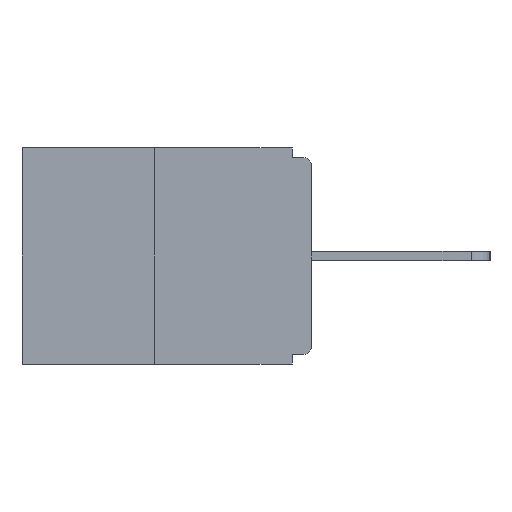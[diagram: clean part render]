
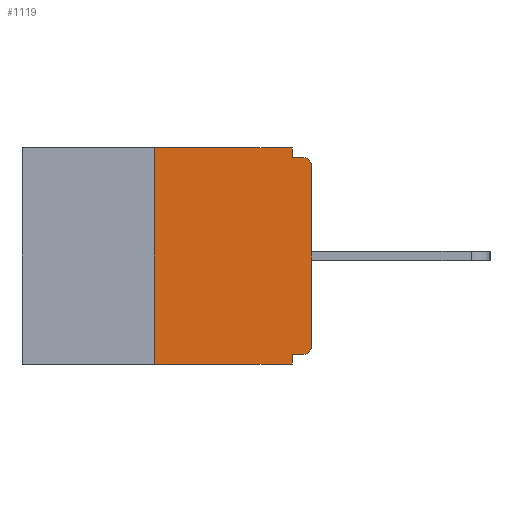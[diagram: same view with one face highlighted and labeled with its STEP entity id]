
A CAD part, left-side view. The second image highlights one B-rep face of the part: STEP entity #1119.
In plain terms, the highlighted planar face has unit normal (-1, 0, 0).
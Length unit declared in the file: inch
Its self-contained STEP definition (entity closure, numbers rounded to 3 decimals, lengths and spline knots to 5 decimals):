
#22 = DIRECTION ( 'NONE',  ( 0., 0., -1. ) ) ;
#31 = EDGE_CURVE ( 'NONE', #3478, #4029, #1778, .T. ) ;
#65 = EDGE_CURVE ( 'NONE', #14145, #2612, #10951, .T. ) ;
#169 = LINE ( 'NONE', #9141, #4455 ) ;
#681 = CARTESIAN_POINT ( 'NONE',  ( 0., 0.031, -0.343 ) ) ;
#847 = ORIENTED_EDGE ( 'NONE', *, *, #1272, .F. ) ;
#1027 = DIRECTION ( 'NONE',  ( -1., 0., 0. ) ) ;
#1081 = VECTOR ( 'NONE', #3650, 39.37008 ) ;
#1119 = ADVANCED_FACE ( 'NONE', ( #9010 ), #11871, .F. ) ;
#1272 = EDGE_CURVE ( 'NONE', #15966, #3163, #8059, .T. ) ;
#1581 = CARTESIAN_POINT ( 'NONE',  ( 0., 0.015, -0.015 ) ) ;
#1778 = LINE ( 'NONE', #13425, #7326 ) ;
#1863 = DIRECTION ( 'NONE',  ( 0., -1., 0. ) ) ;
#1993 = VECTOR ( 'NONE', #11849, 39.37008 ) ;
#2170 = DIRECTION ( 'NONE',  ( 0., 0., -1. ) ) ;
#2312 = ORIENTED_EDGE ( 'NONE', *, *, #31, .F. ) ;
#2435 = CARTESIAN_POINT ( 'NONE',  ( 0., 0.015, -0.328 ) ) ;
#2612 = VERTEX_POINT ( 'NONE', #15861 ) ;
#2646 = CARTESIAN_POINT ( 'NONE',  ( 0., 0.25, -0.343 ) ) ;
#2958 = AXIS2_PLACEMENT_3D ( 'NONE', #16772, #1027, #2170 ) ;
#3163 = VERTEX_POINT ( 'NONE', #13536 ) ;
#3463 = DIRECTION ( 'NONE',  ( 0., 0., -1. ) ) ;
#3478 = VERTEX_POINT ( 'NONE', #2646 ) ;
#3588 = ORIENTED_EDGE ( 'NONE', *, *, #6324, .T. ) ;
#3649 = VERTEX_POINT ( 'NONE', #1581 ) ;
#3650 = DIRECTION ( 'NONE',  ( 0., 0., 1. ) ) ;
#4029 = VERTEX_POINT ( 'NONE', #10266 ) ;
#4455 = VECTOR ( 'NONE', #1863, 39.37008 ) ;
#4589 = ORIENTED_EDGE ( 'NONE', *, *, #65, .F. ) ;
#4929 = LINE ( 'NONE', #10767, #8514 ) ;
#4981 = CARTESIAN_POINT ( 'NONE',  ( 0., 0.015, -0.03 ) ) ;
#5083 = DIRECTION ( 'NONE',  ( 0., 1., 0. ) ) ;
#5190 = EDGE_CURVE ( 'NONE', #13567, #3649, #18687, .T. ) ;
#6324 = EDGE_CURVE ( 'NONE', #10003, #13567, #14135, .T. ) ;
#6898 = CARTESIAN_POINT ( 'NONE',  ( 0., 0., 0. ) ) ;
#7326 = VECTOR ( 'NONE', #15420, 39.37008 ) ;
#7659 = CARTESIAN_POINT ( 'NONE',  ( 0., 0., -0.03 ) ) ;
#8059 = LINE ( 'NONE', #11284, #9179 ) ;
#8094 = DIRECTION ( 'NONE',  ( 0., -1., 0. ) ) ;
#8514 = VECTOR ( 'NONE', #8094, 39.37008 ) ;
#8929 = ORIENTED_EDGE ( 'NONE', *, *, #16476, .F. ) ;
#9010 = FACE_OUTER_BOUND ( 'NONE', #15617, .T. ) ;
#9141 = CARTESIAN_POINT ( 'NONE',  ( 0., 0., -0.015 ) ) ;
#9179 = VECTOR ( 'NONE', #5083, 39.37008 ) ;
#9783 = CARTESIAN_POINT ( 'NONE',  ( 0., 0., -0.313 ) ) ;
#9791 = VECTOR ( 'NONE', #12551, 39.37008 ) ;
#10003 = VERTEX_POINT ( 'NONE', #9783 ) ;
#10266 = CARTESIAN_POINT ( 'NONE',  ( 0., 0.25, 0. ) ) ;
#10335 = LINE ( 'NONE', #11759, #14227 ) ;
#10624 = LINE ( 'NONE', #17656, #1993 ) ;
#10653 = ORIENTED_EDGE ( 'NONE', *, *, #18579, .F. ) ;
#10767 = CARTESIAN_POINT ( 'NONE',  ( 0., 0.46, 0. ) ) ;
#10798 = AXIS2_PLACEMENT_3D ( 'NONE', #4981, #10818, #16619 ) ;
#10818 = DIRECTION ( 'NONE',  ( -1., 0., 0. ) ) ;
#10951 = LINE ( 'NONE', #18542, #9791 ) ;
#11284 = CARTESIAN_POINT ( 'NONE',  ( 0., 0., -0.328 ) ) ;
#11759 = CARTESIAN_POINT ( 'NONE',  ( 0., 0.031, -0.343 ) ) ;
#11849 = DIRECTION ( 'NONE',  ( 0., -1., 0. ) ) ;
#11871 = PLANE ( 'NONE',  #15098 ) ;
#12106 = CIRCLE ( 'NONE', #2958, 0.015 ) ;
#12551 = DIRECTION ( 'NONE',  ( 0., 0., -1. ) ) ;
#12564 = CARTESIAN_POINT ( 'NONE',  ( 0., 0.031, 0. ) ) ;
#13425 = CARTESIAN_POINT ( 'NONE',  ( 0., 0.25, 0. ) ) ;
#13440 = ORIENTED_EDGE ( 'NONE', *, *, #5190, .T. ) ;
#13536 = CARTESIAN_POINT ( 'NONE',  ( 0., 0.031, -0.328 ) ) ;
#13567 = VERTEX_POINT ( 'NONE', #7659 ) ;
#14135 = LINE ( 'NONE', #6898, #1081 ) ;
#14145 = VERTEX_POINT ( 'NONE', #12564 ) ;
#14227 = VECTOR ( 'NONE', #22, 39.37008 ) ;
#14880 = EDGE_CURVE ( 'NONE', #3478, #14994, #10624, .T. ) ;
#14994 = VERTEX_POINT ( 'NONE', #681 ) ;
#15098 = AXIS2_PLACEMENT_3D ( 'NONE', #15191, #17770, #3463 ) ;
#15191 = CARTESIAN_POINT ( 'NONE',  ( 0., 0.46, 0. ) ) ;
#15420 = DIRECTION ( 'NONE',  ( 0., 0., 1. ) ) ;
#15617 = EDGE_LOOP ( 'NONE', ( #10653, #2312, #16710, #8929, #847, #17568, #3588, #13440, #16524, #4589 ) ) ;
#15637 = EDGE_CURVE ( 'NONE', #2612, #3649, #169, .T. ) ;
#15861 = CARTESIAN_POINT ( 'NONE',  ( 0., 0.031, -0.015 ) ) ;
#15966 = VERTEX_POINT ( 'NONE', #2435 ) ;
#16476 = EDGE_CURVE ( 'NONE', #3163, #14994, #10335, .T. ) ;
#16524 = ORIENTED_EDGE ( 'NONE', *, *, #15637, .F. ) ;
#16619 = DIRECTION ( 'NONE',  ( 0., 0., -1. ) ) ;
#16632 = EDGE_CURVE ( 'NONE', #15966, #10003, #12106, .T. ) ;
#16710 = ORIENTED_EDGE ( 'NONE', *, *, #14880, .T. ) ;
#16772 = CARTESIAN_POINT ( 'NONE',  ( 0., 0.015, -0.313 ) ) ;
#17568 = ORIENTED_EDGE ( 'NONE', *, *, #16632, .T. ) ;
#17656 = CARTESIAN_POINT ( 'NONE',  ( 0., 0.46, -0.343 ) ) ;
#17770 = DIRECTION ( 'NONE',  ( 1., 0., 0. ) ) ;
#18542 = CARTESIAN_POINT ( 'NONE',  ( 0., 0.031, 0. ) ) ;
#18579 = EDGE_CURVE ( 'NONE', #4029, #14145, #4929, .T. ) ;
#18687 = CIRCLE ( 'NONE', #10798, 0.015 ) ;
